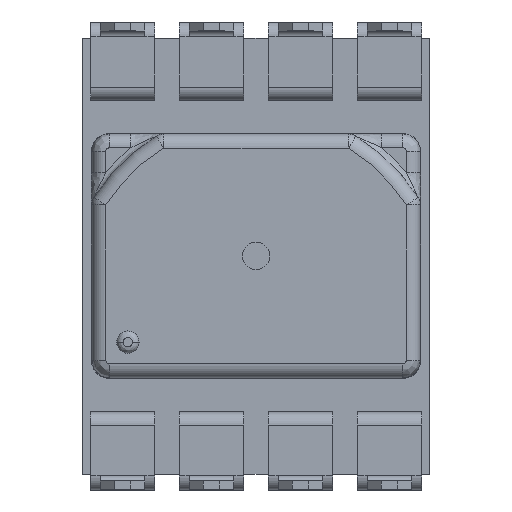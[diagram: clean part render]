
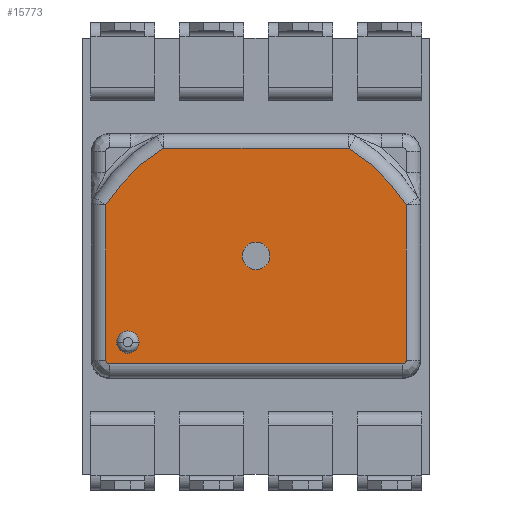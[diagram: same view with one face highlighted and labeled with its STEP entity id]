
A CAD part, top view. The second image highlights one B-rep face of the part: STEP entity #15773.
In plain terms, the highlighted planar face has unit normal (0, 0, 1).
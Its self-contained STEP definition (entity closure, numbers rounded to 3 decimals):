
#15745 = VERTEX_POINT('',#15746);
#15746 = CARTESIAN_POINT('',(30.118,-40.32,2.21));
#15755 = VERTEX_POINT('',#15756);
#15756 = CARTESIAN_POINT('',(30.118,-35.874,2.21));
#15763 = EDGE_CURVE('',#15745,#15755,#15764,.T.);
#15764 = LINE('',#15765,#15766);
#15765 = CARTESIAN_POINT('',(30.118,-40.32,2.21));
#15766 = VECTOR('',#15767,1.);
#15767 = DIRECTION('',(0.,1.,0.));
#15773 = ADVANCED_FACE('',(#15774,#15835,#15855),#15875,.T.);
#15774 = FACE_BOUND('',#15775,.F.);
#15775 = EDGE_LOOP('',(#15776,#15786,#15795,#15803,#15810,#15811,#15820,
    #15828));
#15776 = ORIENTED_EDGE('',*,*,#15777,.F.);
#15777 = EDGE_CURVE('',#15778,#15780,#15782,.T.);
#15778 = VERTEX_POINT('',#15779);
#15779 = CARTESIAN_POINT('',(21.549,-35.874,2.21));
#15780 = VERTEX_POINT('',#15781);
#15781 = CARTESIAN_POINT('',(21.549,-40.32,2.21));
#15782 = LINE('',#15783,#15784);
#15783 = CARTESIAN_POINT('',(21.549,-35.874,2.21));
#15784 = VECTOR('',#15785,1.);
#15785 = DIRECTION('',(0.,-1.,0.));
#15786 = ORIENTED_EDGE('',*,*,#15787,.F.);
#15787 = EDGE_CURVE('',#15788,#15778,#15790,.T.);
#15788 = VERTEX_POINT('',#15789);
#15789 = CARTESIAN_POINT('',(23.195,-34.256,2.21));
#15790 = CIRCLE('',#15791,5.07);
#15791 = AXIS2_PLACEMENT_3D('',#15792,#15793,#15794);
#15792 = CARTESIAN_POINT('',(25.834,-38.585,2.21));
#15793 = DIRECTION('',(0.,0.,1.));
#15794 = DIRECTION('',(-0.52,0.854,0.));
#15795 = ORIENTED_EDGE('',*,*,#15796,.F.);
#15796 = EDGE_CURVE('',#15797,#15788,#15799,.T.);
#15797 = VERTEX_POINT('',#15798);
#15798 = CARTESIAN_POINT('',(28.472,-34.256,2.21));
#15799 = LINE('',#15800,#15801);
#15800 = CARTESIAN_POINT('',(28.472,-34.256,2.21));
#15801 = VECTOR('',#15802,1.);
#15802 = DIRECTION('',(-1.,0.,0.));
#15803 = ORIENTED_EDGE('',*,*,#15804,.F.);
#15804 = EDGE_CURVE('',#15755,#15797,#15805,.T.);
#15805 = CIRCLE('',#15806,5.07);
#15806 = AXIS2_PLACEMENT_3D('',#15807,#15808,#15809);
#15807 = CARTESIAN_POINT('',(25.834,-38.585,2.21));
#15808 = DIRECTION('',(0.,-0.,1.));
#15809 = DIRECTION('',(0.845,0.535,0.));
#15810 = ORIENTED_EDGE('',*,*,#15763,.F.);
#15811 = ORIENTED_EDGE('',*,*,#15812,.F.);
#15812 = EDGE_CURVE('',#15813,#15745,#15815,.T.);
#15813 = VERTEX_POINT('',#15814);
#15814 = CARTESIAN_POINT('',(30.024,-40.415,2.21));
#15815 = CIRCLE('',#15816,0.094);
#15816 = AXIS2_PLACEMENT_3D('',#15817,#15818,#15819);
#15817 = CARTESIAN_POINT('',(30.024,-40.32,2.21));
#15818 = DIRECTION('',(-0.,0.,1.));
#15819 = DIRECTION('',(0.,-1.,0.));
#15820 = ORIENTED_EDGE('',*,*,#15821,.F.);
#15821 = EDGE_CURVE('',#15822,#15813,#15824,.T.);
#15822 = VERTEX_POINT('',#15823);
#15823 = CARTESIAN_POINT('',(21.644,-40.415,2.21));
#15824 = LINE('',#15825,#15826);
#15825 = CARTESIAN_POINT('',(21.644,-40.415,2.21));
#15826 = VECTOR('',#15827,1.);
#15827 = DIRECTION('',(1.,0.,0.));
#15828 = ORIENTED_EDGE('',*,*,#15829,.F.);
#15829 = EDGE_CURVE('',#15780,#15822,#15830,.T.);
#15830 = CIRCLE('',#15831,0.094);
#15831 = AXIS2_PLACEMENT_3D('',#15832,#15833,#15834);
#15832 = CARTESIAN_POINT('',(21.644,-40.32,2.21));
#15833 = DIRECTION('',(0.,0.,1.));
#15834 = DIRECTION('',(-1.,0.,0.));
#15835 = FACE_BOUND('',#15836,.F.);
#15836 = EDGE_LOOP('',(#15837,#15848));
#15837 = ORIENTED_EDGE('',*,*,#15838,.T.);
#15838 = EDGE_CURVE('',#15839,#15841,#15843,.T.);
#15839 = VERTEX_POINT('',#15840);
#15840 = CARTESIAN_POINT('',(25.834,-36.94,2.21));
#15841 = VERTEX_POINT('',#15842);
#15842 = CARTESIAN_POINT('',(25.834,-37.73,2.21));
#15843 = CIRCLE('',#15844,0.395);
#15844 = AXIS2_PLACEMENT_3D('',#15845,#15846,#15847);
#15845 = CARTESIAN_POINT('',(25.834,-37.335,2.21));
#15846 = DIRECTION('',(0.,-0.,1.));
#15847 = DIRECTION('',(0.,1.,0.));
#15848 = ORIENTED_EDGE('',*,*,#15849,.T.);
#15849 = EDGE_CURVE('',#15841,#15839,#15850,.T.);
#15850 = CIRCLE('',#15851,0.395);
#15851 = AXIS2_PLACEMENT_3D('',#15852,#15853,#15854);
#15852 = CARTESIAN_POINT('',(25.834,-37.335,2.21));
#15853 = DIRECTION('',(-0.,0.,1.));
#15854 = DIRECTION('',(0.,-1.,0.));
#15855 = FACE_BOUND('',#15856,.F.);
#15856 = EDGE_LOOP('',(#15857,#15868));
#15857 = ORIENTED_EDGE('',*,*,#15858,.T.);
#15858 = EDGE_CURVE('',#15859,#15861,#15863,.T.);
#15859 = VERTEX_POINT('',#15860);
#15860 = CARTESIAN_POINT('',(22.494,-39.795,2.21));
#15861 = VERTEX_POINT('',#15862);
#15862 = CARTESIAN_POINT('',(21.854,-39.795,2.21));
#15863 = CIRCLE('',#15864,0.32);
#15864 = AXIS2_PLACEMENT_3D('',#15865,#15866,#15867);
#15865 = CARTESIAN_POINT('',(22.174,-39.795,2.21));
#15866 = DIRECTION('',(-0.,0.,1.));
#15867 = DIRECTION('',(1.,0.,0.));
#15868 = ORIENTED_EDGE('',*,*,#15869,.T.);
#15869 = EDGE_CURVE('',#15861,#15859,#15870,.T.);
#15870 = CIRCLE('',#15871,0.32);
#15871 = AXIS2_PLACEMENT_3D('',#15872,#15873,#15874);
#15872 = CARTESIAN_POINT('',(22.174,-39.795,2.21));
#15873 = DIRECTION('',(0.,0.,1.));
#15874 = DIRECTION('',(-1.,0.,0.));
#15875 = PLANE('',#15876);
#15876 = AXIS2_PLACEMENT_3D('',#15877,#15878,#15879);
#15877 = CARTESIAN_POINT('',(25.834,-37.335,2.21));
#15878 = DIRECTION('',(0.,0.,1.));
#15879 = DIRECTION('',(1.,0.,0.));
